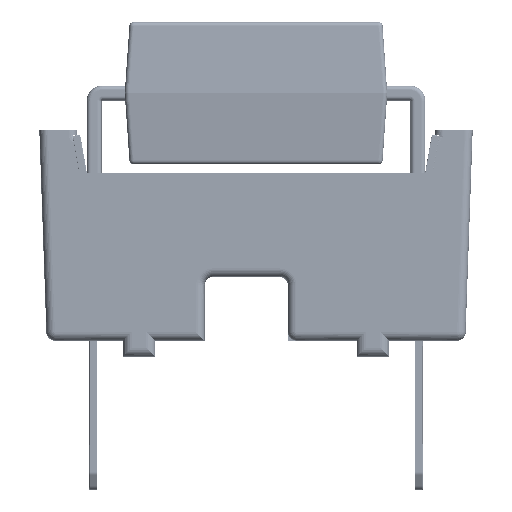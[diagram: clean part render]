
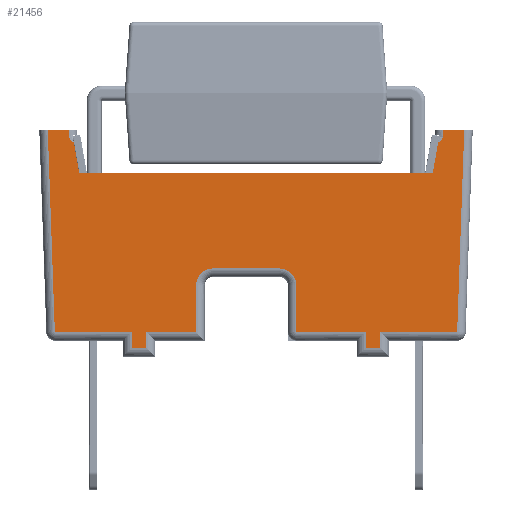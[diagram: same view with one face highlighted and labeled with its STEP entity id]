
A CAD part, front view. The second image highlights one B-rep face of the part: STEP entity #21456.
In plain terms, the highlighted face is planar.
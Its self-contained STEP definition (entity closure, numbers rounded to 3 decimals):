
#942=PLANE('',#22914);
#1863=LINE('',#33826,#4250);
#1869=LINE('',#33864,#4256);
#1873=LINE('',#33883,#4260);
#1877=LINE('',#33918,#4264);
#1890=LINE('',#34013,#4277);
#1891=LINE('',#34017,#4278);
#1893=LINE('',#34038,#4280);
#1897=LINE('',#34070,#4284);
#1901=LINE('',#34084,#4288);
#1906=LINE('',#34110,#4293);
#1909=LINE('',#34116,#4296);
#1913=LINE('',#34125,#4300);
#1917=LINE('',#34136,#4304);
#1922=LINE('',#34143,#4309);
#1927=LINE('',#34159,#4314);
#1939=LINE('',#34203,#4326);
#1941=LINE('',#34209,#4328);
#1943=LINE('',#34214,#4330);
#1947=LINE('',#34220,#4334);
#1955=LINE('',#34239,#4342);
#1956=LINE('',#34241,#4343);
#1957=LINE('',#34242,#4344);
#4250=VECTOR('',#25301,10.);
#4256=VECTOR('',#25321,10.);
#4260=VECTOR('',#25337,10.);
#4264=VECTOR('',#25353,10.);
#4277=VECTOR('',#25416,10.);
#4278=VECTOR('',#25421,10.);
#4280=VECTOR('',#25445,10.);
#4284=VECTOR('',#25477,10.);
#4288=VECTOR('',#25491,10.);
#4293=VECTOR('',#25520,10.);
#4296=VECTOR('',#25527,10.);
#4300=VECTOR('',#25537,10.);
#4304=VECTOR('',#25549,10.);
#4309=VECTOR('',#25558,10.);
#4314=VECTOR('',#25569,10.);
#4326=VECTOR('',#25601,10.);
#4328=VECTOR('',#25607,10.);
#4330=VECTOR('',#25613,10.);
#4334=VECTOR('',#25621,10.);
#4342=VECTOR('',#25641,10.);
#4343=VECTOR('',#25642,10.);
#4344=VECTOR('',#25643,10.);
#6645=FACE_OUTER_BOUND('',#7807,.T.);
#7807=EDGE_LOOP('',(#16204,#16205,#16206,#16207,#16208,#16209,#16210,#16211,
#16212,#16213,#16214,#16215,#16216,#16217,#16218,#16219,#16220,#16221,#16222,
#16223,#16224,#16225,#16226,#16227,#16228,#16229));
#8845=CIRCLE('',#22793,0.2);
#8851=CIRCLE('',#22805,0.2);
#8870=CIRCLE('',#22845,0.4);
#8876=CIRCLE('',#22854,0.4);
#9732=VERTEX_POINT('',#33823);
#9733=VERTEX_POINT('',#33825);
#9736=VERTEX_POINT('',#33841);
#9740=VERTEX_POINT('',#33863);
#9748=VERTEX_POINT('',#33880);
#9749=VERTEX_POINT('',#33882);
#9750=VERTEX_POINT('',#33894);
#9756=VERTEX_POINT('',#33916);
#9773=VERTEX_POINT('',#34003);
#9777=VERTEX_POINT('',#34012);
#9778=VERTEX_POINT('',#34016);
#9780=VERTEX_POINT('',#34022);
#9785=VERTEX_POINT('',#34032);
#9786=VERTEX_POINT('',#34034);
#9791=VERTEX_POINT('',#34050);
#9792=VERTEX_POINT('',#34051);
#9799=VERTEX_POINT('',#34068);
#9800=VERTEX_POINT('',#34069);
#9805=VERTEX_POINT('',#34083);
#9812=VERTEX_POINT('',#34102);
#9815=VERTEX_POINT('',#34115);
#9817=VERTEX_POINT('',#34124);
#9834=VERTEX_POINT('',#34202);
#9836=VERTEX_POINT('',#34208);
#9842=VERTEX_POINT('',#34238);
#9843=VERTEX_POINT('',#34240);
#12058=EDGE_CURVE('',#9732,#9733,#1863,.T.);
#12063=EDGE_CURVE('',#9736,#9732,#8845,.T.);
#12069=EDGE_CURVE('',#9733,#9740,#1869,.T.);
#12078=EDGE_CURVE('',#9748,#9749,#1873,.T.);
#12081=EDGE_CURVE('',#9749,#9750,#8851,.T.);
#12088=EDGE_CURVE('',#9756,#9748,#1877,.T.);
#12118=EDGE_CURVE('',#9773,#9777,#1890,.T.);
#12120=EDGE_CURVE('',#9777,#9778,#1891,.T.);
#12128=EDGE_CURVE('',#9785,#9786,#8870,.T.);
#12130=EDGE_CURVE('',#9780,#9785,#1893,.T.);
#12136=EDGE_CURVE('',#9791,#9792,#8876,.T.);
#12144=EDGE_CURVE('',#9799,#9800,#1897,.T.);
#12151=EDGE_CURVE('',#9800,#9805,#1901,.T.);
#12164=EDGE_CURVE('',#9812,#9756,#1906,.T.);
#12167=EDGE_CURVE('',#9815,#9812,#1909,.T.);
#12172=EDGE_CURVE('',#9817,#9815,#1913,.T.);
#12178=EDGE_CURVE('',#9805,#9817,#1917,.T.);
#12183=EDGE_CURVE('',#9792,#9799,#1922,.T.);
#12189=EDGE_CURVE('',#9786,#9791,#1927,.T.);
#12207=EDGE_CURVE('',#9834,#9780,#1939,.T.);
#12210=EDGE_CURVE('',#9836,#9834,#1941,.T.);
#12213=EDGE_CURVE('',#9778,#9836,#1943,.T.);
#12217=EDGE_CURVE('',#9740,#9773,#1947,.T.);
#12227=EDGE_CURVE('',#9842,#9736,#1955,.T.);
#12228=EDGE_CURVE('',#9842,#9843,#1956,.T.);
#12229=EDGE_CURVE('',#9750,#9843,#1957,.T.);
#16204=ORIENTED_EDGE('',*,*,#12063,.F.);
#16205=ORIENTED_EDGE('',*,*,#12227,.F.);
#16206=ORIENTED_EDGE('',*,*,#12228,.T.);
#16207=ORIENTED_EDGE('',*,*,#12229,.F.);
#16208=ORIENTED_EDGE('',*,*,#12081,.F.);
#16209=ORIENTED_EDGE('',*,*,#12078,.F.);
#16210=ORIENTED_EDGE('',*,*,#12088,.F.);
#16211=ORIENTED_EDGE('',*,*,#12164,.F.);
#16212=ORIENTED_EDGE('',*,*,#12167,.F.);
#16213=ORIENTED_EDGE('',*,*,#12172,.F.);
#16214=ORIENTED_EDGE('',*,*,#12178,.F.);
#16215=ORIENTED_EDGE('',*,*,#12151,.F.);
#16216=ORIENTED_EDGE('',*,*,#12144,.F.);
#16217=ORIENTED_EDGE('',*,*,#12183,.F.);
#16218=ORIENTED_EDGE('',*,*,#12136,.F.);
#16219=ORIENTED_EDGE('',*,*,#12189,.F.);
#16220=ORIENTED_EDGE('',*,*,#12128,.F.);
#16221=ORIENTED_EDGE('',*,*,#12130,.F.);
#16222=ORIENTED_EDGE('',*,*,#12207,.F.);
#16223=ORIENTED_EDGE('',*,*,#12210,.F.);
#16224=ORIENTED_EDGE('',*,*,#12213,.F.);
#16225=ORIENTED_EDGE('',*,*,#12120,.F.);
#16226=ORIENTED_EDGE('',*,*,#12118,.F.);
#16227=ORIENTED_EDGE('',*,*,#12217,.F.);
#16228=ORIENTED_EDGE('',*,*,#12069,.F.);
#16229=ORIENTED_EDGE('',*,*,#12058,.F.);
#21456=ADVANCED_FACE('',(#6645),#942,.T.);
#22793=AXIS2_PLACEMENT_3D('',#33851,#25307,#25308);
#22805=AXIS2_PLACEMENT_3D('',#33904,#25340,#25341);
#22845=AXIS2_PLACEMENT_3D('',#34035,#25439,#25440);
#22854=AXIS2_PLACEMENT_3D('',#34052,#25459,#25460);
#22914=AXIS2_PLACEMENT_3D('',#34237,#25639,#25640);
#25301=DIRECTION('',(0.,0.,1.));
#25307=DIRECTION('center_axis',(1.,0.,0.));
#25308=DIRECTION('ref_axis',(0.,-1.,0.));
#25321=DIRECTION('',(0.,1.,0.));
#25337=DIRECTION('',(0.,0.,-1.));
#25340=DIRECTION('center_axis',(1.,0.,0.));
#25341=DIRECTION('ref_axis',(0.,1.,0.));
#25353=DIRECTION('',(0.,1.,0.));
#25416=DIRECTION('',(0.,-1.,0.));
#25421=DIRECTION('',(0.,0.,-1.));
#25439=DIRECTION('center_axis',(1.,0.,0.));
#25440=DIRECTION('ref_axis',(0.,0.707,0.707));
#25445=DIRECTION('',(0.,0.,1.));
#25459=DIRECTION('center_axis',(1.,0.,0.));
#25460=DIRECTION('ref_axis',(0.,-0.707,0.707));
#25477=DIRECTION('',(0.,-1.,0.));
#25491=DIRECTION('',(0.,0.,-1.));
#25520=DIRECTION('',(0.,-0.035,0.999));
#25527=DIRECTION('',(0.,-1.,0.));
#25537=DIRECTION('',(0.,0.,1.));
#25549=DIRECTION('',(0.,-1.,0.));
#25558=DIRECTION('',(0.,0.,-1.));
#25569=DIRECTION('',(0.,-1.,0.));
#25601=DIRECTION('',(0.,-1.,0.));
#25607=DIRECTION('',(0.,0.,1.));
#25613=DIRECTION('',(0.,-1.,0.));
#25621=DIRECTION('',(0.,-0.035,-0.999));
#25639=DIRECTION('center_axis',(1.,0.,0.));
#25640=DIRECTION('ref_axis',(0.,1.,0.));
#25641=DIRECTION('',(0.,0.174,0.985));
#25642=DIRECTION('',(0.,-1.,0.));
#25643=DIRECTION('',(0.,0.174,-0.985));
#33823=CARTESIAN_POINT('',(37.56,11.508,4.85));
#33825=CARTESIAN_POINT('',(37.56,11.508,4.95));
#33826=CARTESIAN_POINT('',(37.56,11.508,2.475));
#33841=CARTESIAN_POINT('',(37.56,11.388,4.667));
#33851=CARTESIAN_POINT('Origin',(37.56,11.308,4.85));
#33863=CARTESIAN_POINT('',(37.56,12.,4.95));
#33864=CARTESIAN_POINT('',(37.56,12.2,4.95));
#33880=CARTESIAN_POINT('',(37.56,2.692,4.95));
#33882=CARTESIAN_POINT('',(37.56,2.692,4.85));
#33883=CARTESIAN_POINT('',(37.56,2.692,2.475));
#33894=CARTESIAN_POINT('',(37.56,2.812,4.667));
#33904=CARTESIAN_POINT('Origin',(37.56,2.892,4.85));
#33916=CARTESIAN_POINT('',(37.56,2.2,4.95));
#33918=CARTESIAN_POINT('',(37.56,2.762,4.95));
#34003=CARTESIAN_POINT('',(37.56,11.834,0.2));
#34012=CARTESIAN_POINT('',(37.56,10.027,0.2));
#34013=CARTESIAN_POINT('',(37.56,4.55,0.2));
#34016=CARTESIAN_POINT('',(37.56,10.027,-0.18));
#34017=CARTESIAN_POINT('',(37.56,10.027,0.));
#34022=CARTESIAN_POINT('',(37.56,8.05,0.2));
#34032=CARTESIAN_POINT('',(37.56,8.05,1.3));
#34034=CARTESIAN_POINT('',(37.56,7.65,1.7));
#34035=CARTESIAN_POINT('Origin',(37.56,7.65,1.3));
#34038=CARTESIAN_POINT('',(37.56,8.05,0.75));
#34050=CARTESIAN_POINT('',(37.56,6.09,1.7));
#34051=CARTESIAN_POINT('',(37.56,5.69,1.3));
#34052=CARTESIAN_POINT('Origin',(37.56,6.09,1.3));
#34068=CARTESIAN_POINT('',(37.56,5.69,0.2));
#34069=CARTESIAN_POINT('',(37.56,4.523,0.2));
#34070=CARTESIAN_POINT('',(37.56,4.55,0.2));
#34083=CARTESIAN_POINT('',(37.56,4.523,-0.18));
#34084=CARTESIAN_POINT('',(37.56,4.523,0.));
#34102=CARTESIAN_POINT('',(37.56,2.366,0.2));
#34110=CARTESIAN_POINT('',(37.56,2.329,1.247));
#34115=CARTESIAN_POINT('',(37.56,4.173,0.2));
#34116=CARTESIAN_POINT('',(37.56,4.55,0.2));
#34124=CARTESIAN_POINT('',(37.56,4.173,-0.18));
#34125=CARTESIAN_POINT('',(37.56,4.173,0.));
#34136=CARTESIAN_POINT('',(37.56,3.174,-0.18));
#34143=CARTESIAN_POINT('',(37.56,5.69,2.475));
#34159=CARTESIAN_POINT('',(37.56,4.55,1.7));
#34202=CARTESIAN_POINT('',(37.56,9.677,0.2));
#34203=CARTESIAN_POINT('',(37.56,4.55,0.2));
#34208=CARTESIAN_POINT('',(37.56,9.677,-0.18));
#34209=CARTESIAN_POINT('',(37.56,9.677,0.));
#34214=CARTESIAN_POINT('',(37.56,5.926,-0.18));
#34220=CARTESIAN_POINT('',(37.56,11.864,1.07));
#34237=CARTESIAN_POINT('Origin',(37.56,2.,0.));
#34238=CARTESIAN_POINT('',(37.56,11.262,3.95));
#34239=CARTESIAN_POINT('',(37.56,10.828,1.493));
#34240=CARTESIAN_POINT('',(37.56,2.939,3.95));
#34241=CARTESIAN_POINT('',(37.56,4.55,3.95));
#34242=CARTESIAN_POINT('',(37.56,3.218,2.365));
